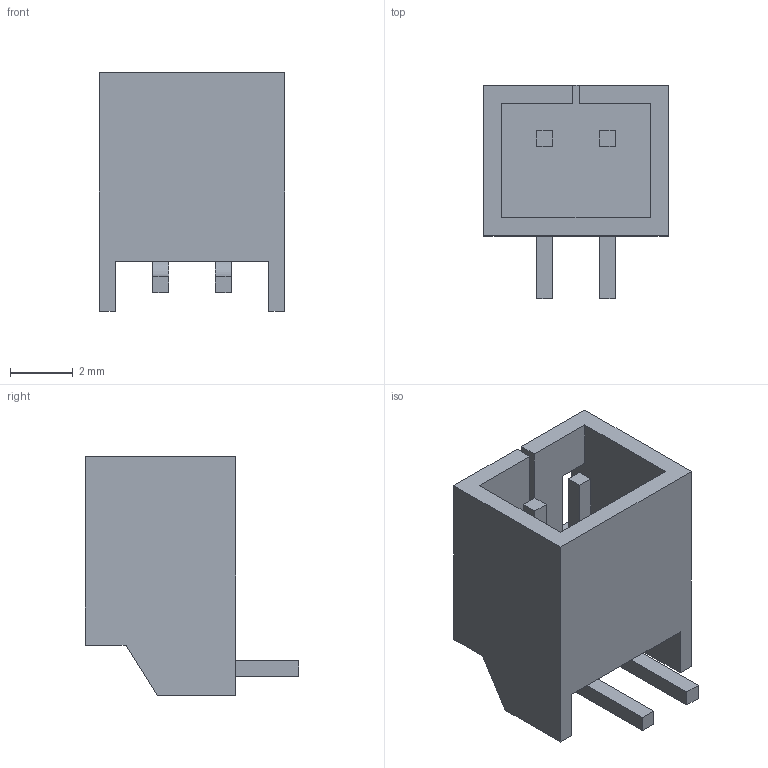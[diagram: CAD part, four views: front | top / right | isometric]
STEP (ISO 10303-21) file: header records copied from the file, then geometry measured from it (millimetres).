
FILE_DESCRIPTION (( 'STEP AP214' ), '1' );
FILE_NAME ('User Library-PCB HEADER (JST SxB-PH-K-S (RIGHT ANGLE)).STEP', '2017-02-13T16:13:43', ( 'Windows User' ), ( '' ), 'SwSTEP 2.0', 'SolidWorks 2017', '' );
FILE_SCHEMA (( 'AUTOMOTIVE_DESIGN' ));
Length unit declared in the file: millimetre
Products named in the file (1): User Library-PCB HEADER (JST SxB-PH-K-S (RIGHT ANGLE))
Bounding box: 5.9 x 6.8 x 7.6 mm (x, y, z)
Volume: 107.4 mm3; surface area: 314.3 mm2
Topology: 2 solids, 2 shells, 46 faces, 126 edges, 84 vertices
Faces by surface type: plane 42, cylinder 4
Entity records: 1731 total; most frequent: CARTESIAN_POINT 257, ORIENTED_EDGE 252, DIRECTION 228, EDGE_CURVE 126, LINE 118, VECTOR 118, VERTEX_POINT 84, AXIS2_PLACEMENT_3D 55
